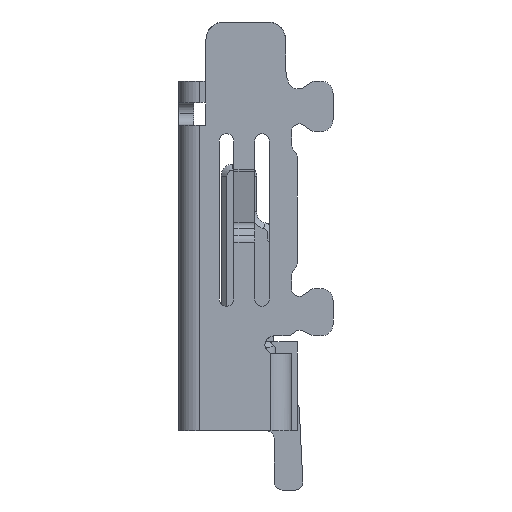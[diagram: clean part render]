
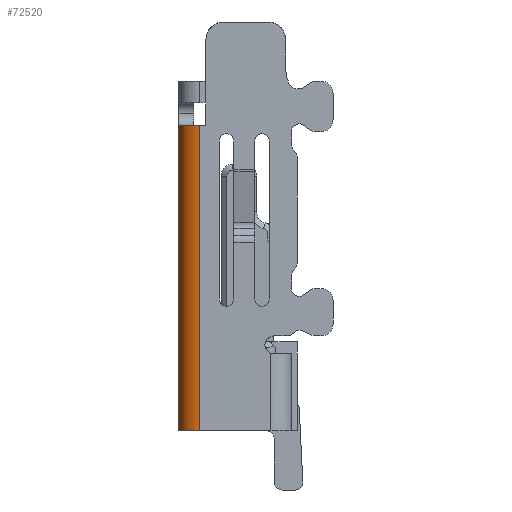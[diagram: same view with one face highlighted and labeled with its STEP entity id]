
A CAD part, left-side view. The second image highlights one B-rep face of the part: STEP entity #72520.
In plain terms, the highlighted cylindrical face has radius 0.35 mm (diameter 0.7 mm), a partial arc.
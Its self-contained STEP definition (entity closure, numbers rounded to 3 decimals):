
#28020=CARTESIAN_POINT('',(-6.098,1.363,4.41));
#28030=VERTEX_POINT('',#28020);
#28060=CARTESIAN_POINT('',(-6.098,1.363,4.41));
#28070=DIRECTION('',(0.,0.,-1.));
#28080=VECTOR('',#28070,5.16);
#28090=LINE('',#28060,#28080);
#28100=CARTESIAN_POINT('',(-6.098,1.363,-0.75));
#28110=VERTEX_POINT('',#28100);
#28120=EDGE_CURVE('',#28030,#28110,#28090,.T.);
#72200=CARTESIAN_POINT('',(-6.098,1.013,-0.75));
#72210=DIRECTION('',(0.,0.,-1.));
#72220=DIRECTION('',(-1.,0.,0.));
#72230=AXIS2_PLACEMENT_3D('',#72200,#72210,#72220);
#72240=CYLINDRICAL_SURFACE('',#72230,0.35);
#72250=CARTESIAN_POINT('',(-6.448,1.013,-0.75));
#72260=DIRECTION('',(0.,0.,-1.));
#72270=VECTOR('',#72260,1.);
#72280=LINE('',#72250,#72270);
#72290=CARTESIAN_POINT('',(-6.448,1.013,4.41));
#72300=VERTEX_POINT('',#72290);
#72310=CARTESIAN_POINT('',(-6.448,1.013,-0.75));
#72320=VERTEX_POINT('',#72310);
#72330=EDGE_CURVE('',#72300,#72320,#72280,.T.);
#72340=ORIENTED_EDGE('',*,*,#72330,.F.);
#72350=CARTESIAN_POINT('',(-6.098,1.013,-0.75));
#72360=DIRECTION('',(0.,0.,-1.));
#72370=DIRECTION('',(-1.,0.,0.));
#72380=AXIS2_PLACEMENT_3D('',#72350,#72360,#72370);
#72390=CIRCLE('',#72380,0.35);
#72400=EDGE_CURVE('',#72320,#28110,#72390,.T.);
#72410=ORIENTED_EDGE('',*,*,#72400,.F.);
#72420=ORIENTED_EDGE('',*,*,#28120,.T.);
#72430=CARTESIAN_POINT('',(-6.098,1.013,4.41));
#72440=DIRECTION('',(-0.,-0.,1.));
#72450=DIRECTION('',(-1.,0.,0.));
#72460=AXIS2_PLACEMENT_3D('',#72430,#72440,#72450);
#72470=CIRCLE('',#72460,0.35);
#72480=EDGE_CURVE('',#28030,#72300,#72470,.T.);
#72490=ORIENTED_EDGE('',*,*,#72480,.F.);
#72500=EDGE_LOOP('',(#72490,#72420,#72410,#72340));
#72510=FACE_OUTER_BOUND('',#72500,.T.);
#72520=ADVANCED_FACE('',(#72510),#72240,.T.);
